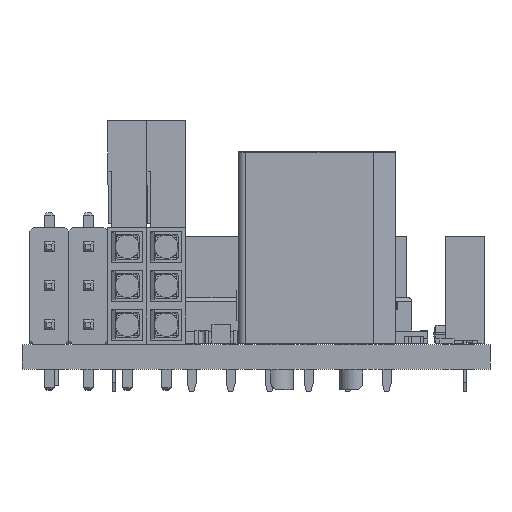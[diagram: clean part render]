
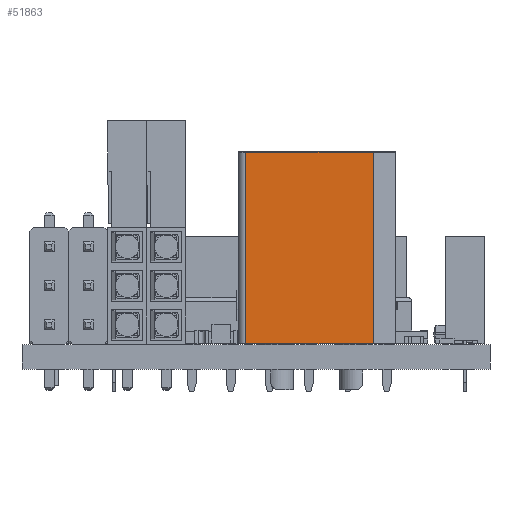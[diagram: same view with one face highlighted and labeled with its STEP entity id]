
A CAD part, front view. The second image highlights one B-rep face of the part: STEP entity #51863.
In plain terms, the highlighted face is planar.
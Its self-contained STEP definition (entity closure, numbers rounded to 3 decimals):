
#4946=FACE_OUTER_BOUND('',#7725,.T.);
#7725=EDGE_LOOP('',(#43713,#43714,#43715,#43716));
#13616=LINE('',#80456,#20028);
#13617=LINE('',#80458,#20029);
#13618=LINE('',#80460,#20030);
#13619=LINE('',#80461,#20031);
#20028=VECTOR('',#65819,10.);
#20029=VECTOR('',#65820,10.);
#20030=VECTOR('',#65821,10.);
#20031=VECTOR('',#65822,10.);
#24923=VERTEX_POINT('',#80454);
#24924=VERTEX_POINT('',#80455);
#24925=VERTEX_POINT('',#80457);
#24926=VERTEX_POINT('',#80459);
#31354=EDGE_CURVE('',#24923,#24924,#13616,.T.);
#31355=EDGE_CURVE('',#24925,#24924,#13617,.T.);
#31356=EDGE_CURVE('',#24926,#24925,#13618,.T.);
#31357=EDGE_CURVE('',#24923,#24926,#13619,.T.);
#43713=ORIENTED_EDGE('',*,*,#31354,.T.);
#43714=ORIENTED_EDGE('',*,*,#31355,.F.);
#43715=ORIENTED_EDGE('',*,*,#31356,.F.);
#43716=ORIENTED_EDGE('',*,*,#31357,.F.);
#49429=PLANE('',#55099);
#51863=ADVANCED_FACE('',(#4946),#49429,.T.);
#55099=AXIS2_PLACEMENT_3D('',#80453,#65817,#65818);
#65817=DIRECTION('center_axis',(-1.,0.,0.));
#65818=DIRECTION('ref_axis',(0.,0.,1.));
#65819=DIRECTION('',(0.,-1.,0.));
#65820=DIRECTION('',(0.,0.,-1.));
#65821=DIRECTION('',(0.,-1.,0.));
#65822=DIRECTION('',(0.,0.,1.));
#80453=CARTESIAN_POINT('Origin',(0.,4.646,12.48));
#80454=CARTESIAN_POINT('',(0.,8.792,0.02));
#80455=CARTESIAN_POINT('',(0.,0.5,0.02));
#80456=CARTESIAN_POINT('',(0.,8.792,0.02));
#80457=CARTESIAN_POINT('',(0.,0.5,12.48));
#80458=CARTESIAN_POINT('',(0.,0.5,12.48));
#80459=CARTESIAN_POINT('',(0.,8.792,12.48));
#80460=CARTESIAN_POINT('',(0.,8.792,12.48));
#80461=CARTESIAN_POINT('',(0.,8.792,0.02));
